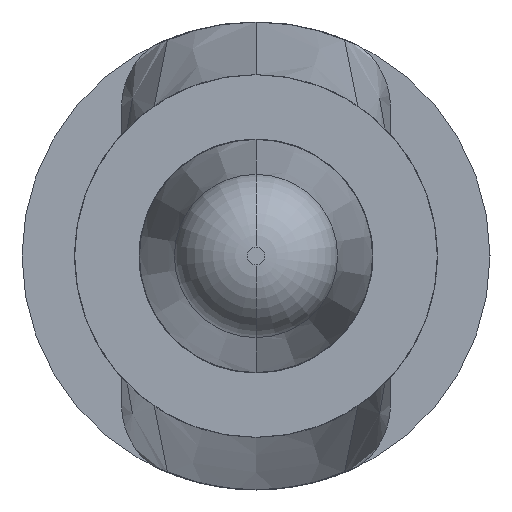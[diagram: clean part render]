
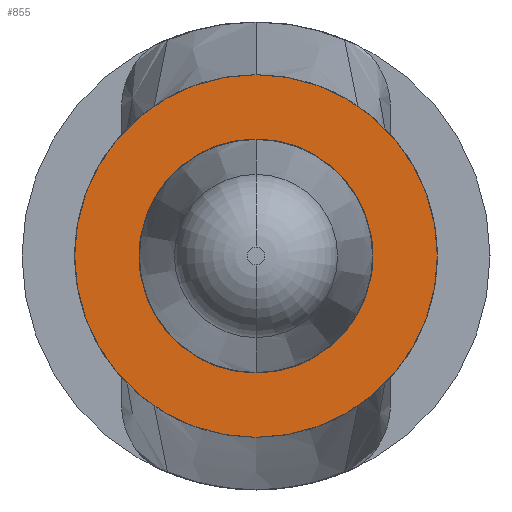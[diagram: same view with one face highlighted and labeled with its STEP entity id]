
A CAD part, front view. The second image highlights one B-rep face of the part: STEP entity #855.
In plain terms, the highlighted planar face has unit normal (0, -1, 0).
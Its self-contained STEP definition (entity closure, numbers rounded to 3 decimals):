
#21 = ORIENTED_EDGE ( 'NONE', *, *, #443, .F. ) ;
#24 = ORIENTED_EDGE ( 'NONE', *, *, #1471, .T. ) ;
#95 = CIRCLE ( 'NONE', #269, 0.8 ) ;
#110 = CIRCLE ( 'NONE', #248, 0.8 ) ;
#118 = EDGE_LOOP ( 'NONE', ( #24, #793 ) ) ;
#248 = AXIS2_PLACEMENT_3D ( 'NONE', #1055, #325, #1184 ) ;
#269 = AXIS2_PLACEMENT_3D ( 'NONE', #1052, #321, #1176 ) ;
#321 = DIRECTION ( 'NONE',  ( 0., 1., 0. ) ) ;
#325 = DIRECTION ( 'NONE',  ( 0., 1., 0. ) ) ;
#443 = EDGE_CURVE ( 'NONE', #551, #492, #1285, .T. ) ;
#488 = EDGE_CURVE ( 'NONE', #492, #551, #1194, .T. ) ;
#492 = VERTEX_POINT ( 'NONE', #984 ) ;
#509 = VERTEX_POINT ( 'NONE', #918 ) ;
#530 = EDGE_LOOP ( 'NONE', ( #1567, #21 ) ) ;
#535 = DIRECTION ( 'NONE',  ( 0., 0., 1. ) ) ;
#540 = PLANE ( 'NONE',  #724 ) ;
#551 = VERTEX_POINT ( 'NONE', #806 ) ;
#564 = DIRECTION ( 'NONE',  ( 0., 1., 0. ) ) ;
#609 = CARTESIAN_POINT ( 'NONE',  ( -1.24, -11.9, 0. ) ) ;
#621 = VERTEX_POINT ( 'NONE', #761 ) ;
#724 = AXIS2_PLACEMENT_3D ( 'NONE', #609, #564, #535 ) ;
#761 = CARTESIAN_POINT ( 'NONE',  ( 0., -11.9, 0.8 ) ) ;
#793 = ORIENTED_EDGE ( 'NONE', *, *, #1482, .T. ) ;
#806 = CARTESIAN_POINT ( 'NONE',  ( 0., -11.9, -1.24 ) ) ;
#855 = ADVANCED_FACE ( 'NONE', ( #991, #976 ), #540, .F. ) ;
#862 = AXIS2_PLACEMENT_3D ( 'NONE', #954, #952, #950 ) ;
#881 = AXIS2_PLACEMENT_3D ( 'NONE', #1003, #1001, #998 ) ;
#918 = CARTESIAN_POINT ( 'NONE',  ( 0., -11.9, -0.8 ) ) ;
#950 = DIRECTION ( 'NONE',  ( 0., 0., 1. ) ) ;
#952 = DIRECTION ( 'NONE',  ( 0., 1., 0. ) ) ;
#954 = CARTESIAN_POINT ( 'NONE',  ( 0., -11.9, 0. ) ) ;
#976 = FACE_BOUND ( 'NONE', #118, .T. ) ;
#984 = CARTESIAN_POINT ( 'NONE',  ( 0., -11.9, 1.24 ) ) ;
#991 = FACE_OUTER_BOUND ( 'NONE', #530, .T. ) ;
#998 = DIRECTION ( 'NONE',  ( 0., 0., 1. ) ) ;
#1001 = DIRECTION ( 'NONE',  ( 0., 1., 0. ) ) ;
#1003 = CARTESIAN_POINT ( 'NONE',  ( 0., -11.9, 0. ) ) ;
#1052 = CARTESIAN_POINT ( 'NONE',  ( 0., -11.9, 0. ) ) ;
#1055 = CARTESIAN_POINT ( 'NONE',  ( 0., -11.9, 0. ) ) ;
#1176 = DIRECTION ( 'NONE',  ( 0., 0., 1. ) ) ;
#1184 = DIRECTION ( 'NONE',  ( 0., 0., 1. ) ) ;
#1194 = CIRCLE ( 'NONE', #862, 1.24 ) ;
#1285 = CIRCLE ( 'NONE', #881, 1.24 ) ;
#1471 = EDGE_CURVE ( 'NONE', #621, #509, #95, .T. ) ;
#1482 = EDGE_CURVE ( 'NONE', #509, #621, #110, .T. ) ;
#1567 = ORIENTED_EDGE ( 'NONE', *, *, #488, .F. ) ;
